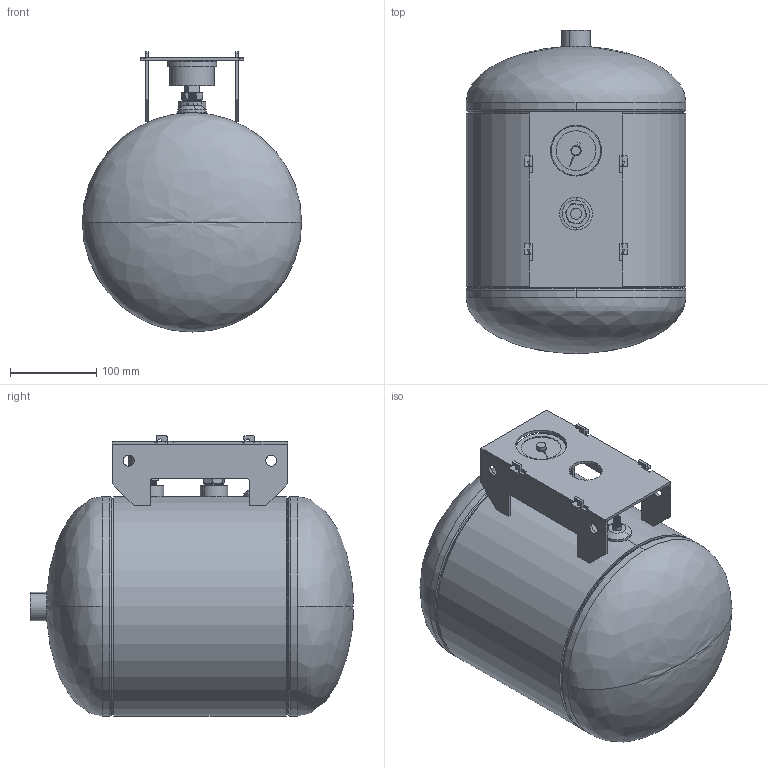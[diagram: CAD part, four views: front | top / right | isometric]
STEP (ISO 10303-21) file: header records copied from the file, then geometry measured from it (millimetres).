
FILE_DESCRIPTION (( 'STEP AP203' ), '1' );
FILE_NAME ('TTA-5.STEP', '2021-03-15T15:21:02', ( '' ), ( '' ), 'SwSTEP 2.0', 'SolidWorks 2021', '' );
FILE_SCHEMA (( 'CONFIG_CONTROL_DESIGN' ));
Length unit declared in the file: inch
Products named in the file (18): Couplings_9500314; 9200020; 07200310_5081T17; 99K0776; 9500030; 99M0226; 99M0227; 33032051; 99H0070_91287A133; TTA-5; 99M0225; 99P3180; 9800460_03-34; 9500000; 9500010; 9800401_9800400; 99K0777
Assembly tree (23 placements, depth 3):
  TTA-5
    99P3180
    9200020
    9200020
    Couplings_9500314
    9500000
    9500010
    9500030
    9800460_03-34
    07200310_5081T17
    9800401_9800400
    33032051
      99M0225
      99M0226
      99H0070_91287A133  x6
      99M0227
    99K0776  x2
    99K0777
Bounding box: 254 x 374.04 x 324.36 mm (x, y, z)
Volume: 1244493.1 mm3; surface area: 1095464.4 mm2
Topology: 26 solids, 26 shells, 1387 faces, 3190 edges, 1865 vertices
Faces by surface type: cone 541, cylinder 536, plane 219, torus 72, bspline 15, sphere 4
Entity records: 38240 total; most frequent: CARTESIAN_POINT 17157, DIRECTION 4155, ORIENTED_EDGE 3856, EDGE_CURVE 1928, AXIS2_PLACEMENT_3D 1675, VERTEX_POINT 1154, EDGE_LOOP 922, CIRCLE 836
